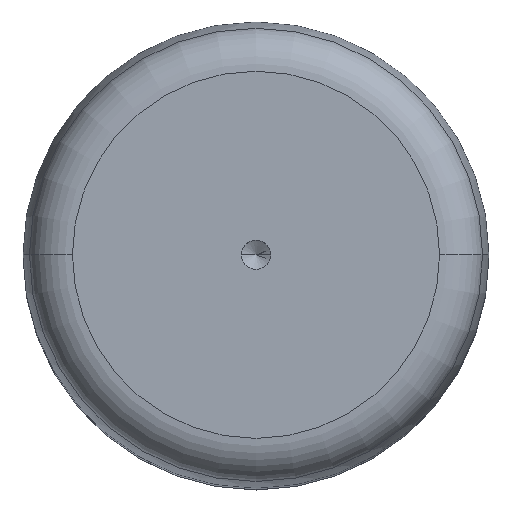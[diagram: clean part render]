
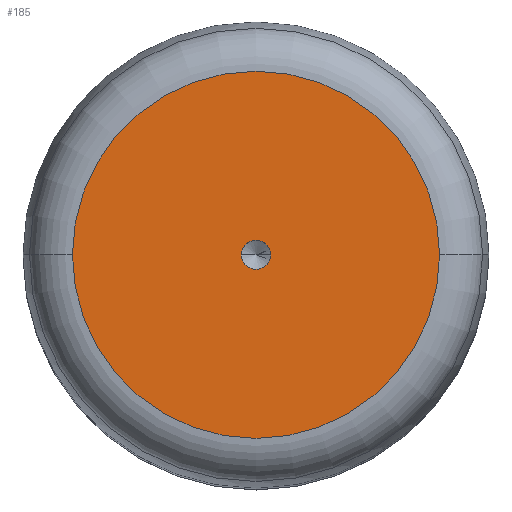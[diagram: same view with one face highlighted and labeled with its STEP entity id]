
A CAD part, top view. The second image highlights one B-rep face of the part: STEP entity #185.
In plain terms, the highlighted planar face has unit normal (0, 0, 1).
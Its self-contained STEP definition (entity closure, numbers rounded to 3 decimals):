
#45 = FACE_OUTER_BOUND ( 'NONE', #139, .T. ) ;
#52 = DIRECTION ( 'NONE',  ( 0., 0., 1. ) ) ;
#86 = AXIS2_PLACEMENT_3D ( 'NONE', #635, #482, #272 ) ;
#101 = DIRECTION ( 'NONE',  ( 1., 0., 0. ) ) ;
#111 = EDGE_CURVE ( 'NONE', #461, #403, #238, .T. ) ;
#114 = DIRECTION ( 'NONE',  ( 0., 0., 1. ) ) ;
#119 = DIRECTION ( 'NONE',  ( 1., 0., 0. ) ) ;
#139 = EDGE_LOOP ( 'NONE', ( #438, #227 ) ) ;
#185 = ADVANCED_FACE ( 'NONE', ( #395, #45 ), #213, .T. ) ;
#190 = CARTESIAN_POINT ( 'NONE',  ( -12.604, 0., 90. ) ) ;
#195 = EDGE_LOOP ( 'NONE', ( #672, #419 ) ) ;
#202 = DIRECTION ( 'NONE',  ( 1., 0., 0. ) ) ;
#213 = PLANE ( 'NONE',  #553 ) ;
#224 = CIRCLE ( 'NONE', #86, 12.604 ) ;
#227 = ORIENTED_EDGE ( 'NONE', *, *, #345, .T. ) ;
#238 = CIRCLE ( 'NONE', #424, 1. ) ;
#257 = VERTEX_POINT ( 'NONE', #190 ) ;
#272 = DIRECTION ( 'NONE',  ( 1., 0., 0. ) ) ;
#308 = CARTESIAN_POINT ( 'NONE',  ( 0., 0., 90. ) ) ;
#345 = EDGE_CURVE ( 'NONE', #257, #492, #477, .T. ) ;
#350 = CARTESIAN_POINT ( 'NONE',  ( 0., 0., 90. ) ) ;
#369 = DIRECTION ( 'NONE',  ( 0., 0., 1. ) ) ;
#388 = AXIS2_PLACEMENT_3D ( 'NONE', #350, #52, #514 ) ;
#395 = FACE_BOUND ( 'NONE', #195, .T. ) ;
#403 = VERTEX_POINT ( 'NONE', #505 ) ;
#409 = CARTESIAN_POINT ( 'NONE',  ( 0., 0., 90. ) ) ;
#419 = ORIENTED_EDGE ( 'NONE', *, *, #111, .F. ) ;
#424 = AXIS2_PLACEMENT_3D ( 'NONE', #308, #114, #202 ) ;
#438 = ORIENTED_EDGE ( 'NONE', *, *, #607, .T. ) ;
#451 = CARTESIAN_POINT ( 'NONE',  ( 12.604, 0., 90. ) ) ;
#461 = VERTEX_POINT ( 'NONE', #568 ) ;
#477 = CIRCLE ( 'NONE', #388, 12.604 ) ;
#482 = DIRECTION ( 'NONE',  ( 0., 0., 1. ) ) ;
#492 = VERTEX_POINT ( 'NONE', #451 ) ;
#505 = CARTESIAN_POINT ( 'NONE',  ( 1., 0., 90. ) ) ;
#506 = CIRCLE ( 'NONE', #541, 1. ) ;
#514 = DIRECTION ( 'NONE',  ( 1., 0., 0. ) ) ;
#531 = EDGE_CURVE ( 'NONE', #403, #461, #506, .T. ) ;
#541 = AXIS2_PLACEMENT_3D ( 'NONE', #409, #618, #101 ) ;
#553 = AXIS2_PLACEMENT_3D ( 'NONE', #585, #369, #119 ) ;
#568 = CARTESIAN_POINT ( 'NONE',  ( -1., 0., 90. ) ) ;
#585 = CARTESIAN_POINT ( 'NONE',  ( 0., 0., 90. ) ) ;
#607 = EDGE_CURVE ( 'NONE', #492, #257, #224, .T. ) ;
#618 = DIRECTION ( 'NONE',  ( 0., 0., 1. ) ) ;
#635 = CARTESIAN_POINT ( 'NONE',  ( 0., 0., 90. ) ) ;
#672 = ORIENTED_EDGE ( 'NONE', *, *, #531, .F. ) ;
